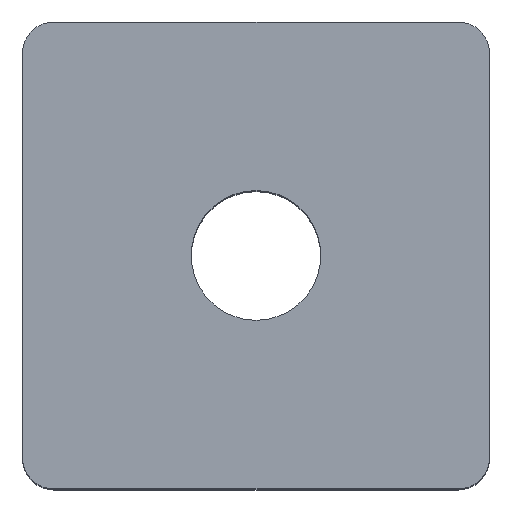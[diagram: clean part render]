
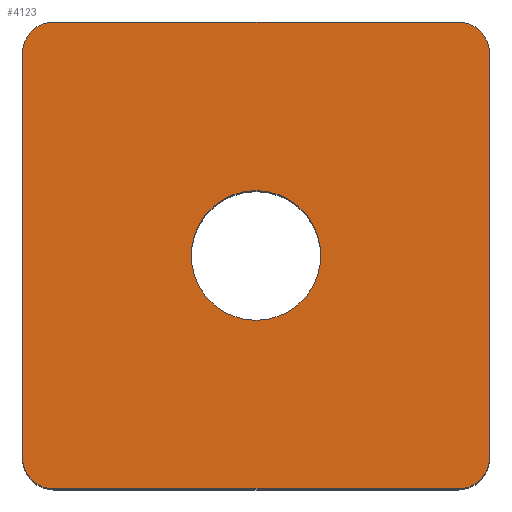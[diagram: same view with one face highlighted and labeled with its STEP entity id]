
A CAD part, top view. The second image highlights one B-rep face of the part: STEP entity #4123.
In plain terms, the highlighted face is planar.
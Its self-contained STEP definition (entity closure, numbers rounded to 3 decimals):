
#2092=CIRCLE('',#3932,3.);
#2093=CIRCLE('',#3935,3.);
#2094=CIRCLE('',#3938,3.);
#2095=CIRCLE('',#3941,3.);
#2096=CIRCLE('',#3943,6.25);
#2348=ORIENTED_EDGE('',*,*,#3017,.F.);
#2349=ORIENTED_EDGE('',*,*,#3003,.F.);
#2350=ORIENTED_EDGE('',*,*,#3006,.F.);
#2351=ORIENTED_EDGE('',*,*,#3008,.F.);
#2352=ORIENTED_EDGE('',*,*,#3010,.F.);
#2353=ORIENTED_EDGE('',*,*,#3012,.F.);
#2354=ORIENTED_EDGE('',*,*,#3014,.F.);
#2355=ORIENTED_EDGE('',*,*,#3016,.F.);
#2356=ORIENTED_EDGE('',*,*,#3018,.T.);
#2574=VECTOR('',#3610,1.);
#2578=VECTOR('',#3620,1.);
#2581=VECTOR('',#3629,1.);
#2584=VECTOR('',#3638,1.);
#2698=LINE('',#4418,#2574);
#2702=LINE('',#4427,#2578);
#2705=LINE('',#4435,#2581);
#2708=LINE('',#4443,#2584);
#2835=VERTEX_POINT('',#4415);
#2836=VERTEX_POINT('',#4417);
#2837=VERTEX_POINT('',#4421);
#2838=VERTEX_POINT('',#4425);
#2839=VERTEX_POINT('',#4429);
#2840=VERTEX_POINT('',#4433);
#2841=VERTEX_POINT('',#4437);
#2842=VERTEX_POINT('',#4441);
#2843=VERTEX_POINT('',#4447);
#3003=EDGE_CURVE('',#2835,#2836,#2698,.T.);
#3006=EDGE_CURVE('',#2837,#2835,#2092,.T.);
#3008=EDGE_CURVE('',#2838,#2837,#2702,.T.);
#3010=EDGE_CURVE('',#2839,#2838,#2093,.T.);
#3012=EDGE_CURVE('',#2840,#2839,#2705,.T.);
#3014=EDGE_CURVE('',#2841,#2840,#2094,.T.);
#3016=EDGE_CURVE('',#2842,#2841,#2708,.T.);
#3017=EDGE_CURVE('',#2836,#2842,#2095,.T.);
#3018=EDGE_CURVE('',#2843,#2843,#2096,.T.);
#3158=EDGE_LOOP('',(#2348,#2349,#2350,#2351,#2352,#2353,#2354,#2355));
#3159=EDGE_LOOP('',(#2356));
#3298=FACE_BOUND('',#3158,.T.);
#3299=FACE_BOUND('',#3159,.T.);
#3610=DIRECTION('',(-39.,0.,0.));
#3615=DIRECTION('',(0.,0.,1.));
#3616=DIRECTION('',(3.,0.,0.));
#3620=DIRECTION('',(0.,39.,0.));
#3624=DIRECTION('',(0.,0.,1.));
#3625=DIRECTION('',(0.,-3.,0.));
#3629=DIRECTION('',(39.,0.,0.));
#3633=DIRECTION('',(0.,0.,1.));
#3634=DIRECTION('',(-3.,0.,0.));
#3638=DIRECTION('',(0.,-39.,0.));
#3641=DIRECTION('',(0.,0.,1.));
#3642=DIRECTION('',(0.,3.,0.));
#3643=DIRECTION('',(0.,0.,-1.));
#3644=DIRECTION('',(0.,1.,0.));
#3645=DIRECTION('',(0.,0.,1.));
#3646=DIRECTION('',(0.,6.25,0.));
#3932=AXIS2_PLACEMENT_3D('',#4423,#3615,#3616);
#3935=AXIS2_PLACEMENT_3D('',#4431,#3624,#3625);
#3938=AXIS2_PLACEMENT_3D('',#4439,#3633,#3634);
#3941=AXIS2_PLACEMENT_3D('',#4445,#3641,#3642);
#3942=AXIS2_PLACEMENT_3D('',#4446,#3643,#3644);
#3943=AXIS2_PLACEMENT_3D('',#4448,#3645,#3646);
#4046=PLANE('',#3942);
#4123=ADVANCED_FACE('',(#3298,#3299),#4046,.T.);
#4415=CARTESIAN_POINT('',(19.5,22.5,-9.));
#4417=CARTESIAN_POINT('',(-19.5,22.5,-9.));
#4418=CARTESIAN_POINT('',(19.5,22.5,-9.));
#4421=CARTESIAN_POINT('',(22.5,19.5,-9.));
#4423=CARTESIAN_POINT('',(19.5,19.5,-9.));
#4425=CARTESIAN_POINT('',(22.5,-19.5,-9.));
#4427=CARTESIAN_POINT('',(22.5,-19.5,-9.));
#4429=CARTESIAN_POINT('',(19.5,-22.5,-9.));
#4431=CARTESIAN_POINT('',(19.5,-19.5,-9.));
#4433=CARTESIAN_POINT('',(-19.5,-22.5,-9.));
#4435=CARTESIAN_POINT('',(-19.5,-22.5,-9.));
#4437=CARTESIAN_POINT('',(-22.5,-19.5,-9.));
#4439=CARTESIAN_POINT('',(-19.5,-19.5,-9.));
#4441=CARTESIAN_POINT('',(-22.5,19.5,-9.));
#4443=CARTESIAN_POINT('',(-22.5,19.5,-9.));
#4445=CARTESIAN_POINT('',(-19.5,19.5,-9.));
#4446=CARTESIAN_POINT('',(-19.5,22.5,-9.));
#4447=CARTESIAN_POINT('',(0.,6.25,-9.));
#4448=CARTESIAN_POINT('',(0.,0.,-9.));
